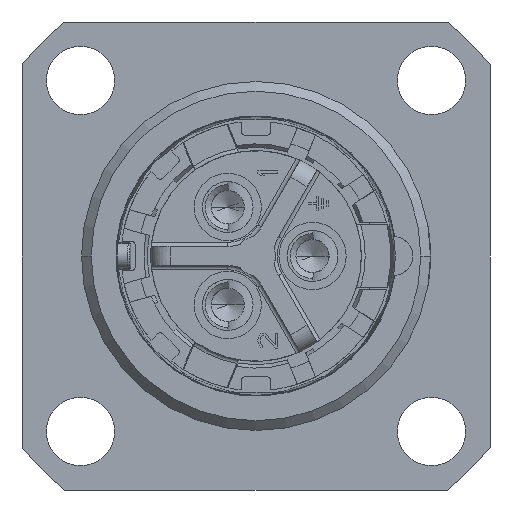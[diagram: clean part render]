
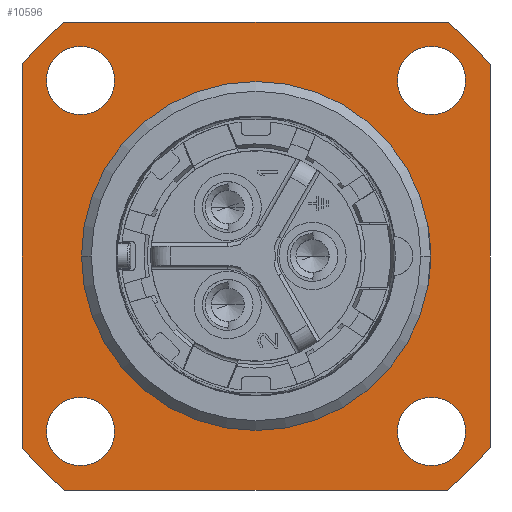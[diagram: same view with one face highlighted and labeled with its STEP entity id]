
A CAD part, left-side view. The second image highlights one B-rep face of the part: STEP entity #10596.
In plain terms, the highlighted planar face has unit normal (-1, 0, 0).
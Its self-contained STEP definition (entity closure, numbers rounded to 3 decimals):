
#787=CARTESIAN_POINT('',(5.5,12.,-12.));
#788=DIRECTION('',(-1.,0.,0.));
#789=DIRECTION('',(0.,-1.,0.));
#790=AXIS2_PLACEMENT_3D('',#787,#788,#789);
#816=CARTESIAN_POINT('',(5.5,12.,-12.));
#817=DIRECTION('',(-1.,0.,0.));
#818=DIRECTION('',(0.,1.,0.));
#819=AXIS2_PLACEMENT_3D('',#816,#817,#818);
#845=DIRECTION('',(0.,0.,1.));
#846=VECTOR('',#845,19.621);
#847=CARTESIAN_POINT('',(5.5,0.,-21.811));
#848=LINE('1022',#847,#846);
#849=CARTESIAN_POINT('',(5.5,12.,-12.));
#850=DIRECTION('',(-1.,0.,0.));
#851=DIRECTION('',(0.,-0.633,-0.774));
#852=AXIS2_PLACEMENT_3D('',#849,#850,#851);
#854=DIRECTION('',(0.,-1.,0.));
#855=VECTOR('',#854,19.621);
#856=CARTESIAN_POINT('',(5.5,21.811,-24.));
#857=LINE('1024',#856,#855);
#858=CARTESIAN_POINT('',(5.5,12.,-12.));
#859=DIRECTION('',(-1.,0.,0.));
#860=DIRECTION('',(0.,0.774,-0.633));
#861=AXIS2_PLACEMENT_3D('',#858,#859,#860);
#863=DIRECTION('',(0.,0.,-1.));
#864=VECTOR('',#863,19.621);
#865=CARTESIAN_POINT('',(5.5,24.,-2.189));
#866=LINE('1026',#865,#864);
#867=CARTESIAN_POINT('',(5.5,12.,-12.));
#868=DIRECTION('',(-1.,0.,0.));
#869=DIRECTION('',(0.,0.633,0.774));
#870=AXIS2_PLACEMENT_3D('',#867,#868,#869);
#872=DIRECTION('',(0.,1.,0.));
#873=VECTOR('',#872,19.621);
#874=CARTESIAN_POINT('',(5.5,2.189,0.));
#875=LINE('1028',#874,#873);
#876=CARTESIAN_POINT('',(5.5,12.,-12.));
#877=DIRECTION('',(-1.,0.,0.));
#878=DIRECTION('',(0.,-0.774,0.633));
#879=AXIS2_PLACEMENT_3D('',#876,#877,#878);
#881=CARTESIAN_POINT('',(5.5,21.,-3.));
#882=DIRECTION('',(-1.,0.,0.));
#883=DIRECTION('',(0.,0.,-1.));
#884=AXIS2_PLACEMENT_3D('',#881,#882,#883);
#886=CARTESIAN_POINT('',(5.5,21.,-3.));
#887=DIRECTION('',(-1.,0.,0.));
#888=DIRECTION('',(0.,0.,1.));
#889=AXIS2_PLACEMENT_3D('',#886,#887,#888);
#891=CARTESIAN_POINT('',(5.5,21.,-21.));
#892=DIRECTION('',(-1.,0.,0.));
#893=DIRECTION('',(0.,0.,-1.));
#894=AXIS2_PLACEMENT_3D('',#891,#892,#893);
#896=CARTESIAN_POINT('',(5.5,21.,-21.));
#897=DIRECTION('',(-1.,0.,0.));
#898=DIRECTION('',(0.,0.,1.));
#899=AXIS2_PLACEMENT_3D('',#896,#897,#898);
#901=CARTESIAN_POINT('',(5.5,3.,-21.));
#902=DIRECTION('',(-1.,0.,0.));
#903=DIRECTION('',(0.,0.,-1.));
#904=AXIS2_PLACEMENT_3D('',#901,#902,#903);
#906=CARTESIAN_POINT('',(5.5,3.,-21.));
#907=DIRECTION('',(-1.,0.,0.));
#908=DIRECTION('',(0.,0.,1.));
#909=AXIS2_PLACEMENT_3D('',#906,#907,#908);
#911=CARTESIAN_POINT('',(5.5,3.,-3.));
#912=DIRECTION('',(-1.,0.,0.));
#913=DIRECTION('',(0.,0.,-1.));
#914=AXIS2_PLACEMENT_3D('',#911,#912,#913);
#916=CARTESIAN_POINT('',(5.5,3.,-3.));
#917=DIRECTION('',(-1.,0.,0.));
#918=DIRECTION('',(0.,0.,1.));
#919=AXIS2_PLACEMENT_3D('',#916,#917,#918);
#7414=CARTESIAN_POINT('',(5.5,0.,-21.811));
#7415=CARTESIAN_POINT('',(5.5,0.,-2.189));
#7416=VERTEX_POINT('',#7414);
#7417=VERTEX_POINT('',#7415);
#7418=CARTESIAN_POINT('',(5.5,2.189,-24.));
#7419=VERTEX_POINT('',#7418);
#7420=CARTESIAN_POINT('',(5.5,21.811,-24.));
#7421=VERTEX_POINT('',#7420);
#7422=CARTESIAN_POINT('',(5.5,24.,-21.811));
#7423=VERTEX_POINT('',#7422);
#7424=CARTESIAN_POINT('',(5.5,24.,-2.189));
#7425=VERTEX_POINT('',#7424);
#7426=CARTESIAN_POINT('',(5.5,21.811,0.));
#7427=VERTEX_POINT('',#7426);
#7428=CARTESIAN_POINT('',(5.5,2.189,0.));
#7429=VERTEX_POINT('',#7428);
#7434=CARTESIAN_POINT('',(5.5,3.05,-12.));
#7435=CARTESIAN_POINT('',(5.5,20.95,-12.));
#7436=VERTEX_POINT('',#7434);
#7437=VERTEX_POINT('',#7435);
#7470=CARTESIAN_POINT('',(5.5,21.,-4.75));
#7471=CARTESIAN_POINT('',(5.5,21.,-1.25));
#7472=VERTEX_POINT('',#7470);
#7473=VERTEX_POINT('',#7471);
#7474=CARTESIAN_POINT('',(5.5,21.,-22.75));
#7475=CARTESIAN_POINT('',(5.5,21.,-19.25));
#7476=VERTEX_POINT('',#7474);
#7477=VERTEX_POINT('',#7475);
#7478=CARTESIAN_POINT('',(5.5,3.,-22.75));
#7479=CARTESIAN_POINT('',(5.5,3.,-19.25));
#7480=VERTEX_POINT('',#7478);
#7481=VERTEX_POINT('',#7479);
#7482=CARTESIAN_POINT('',(5.5,3.,-4.75));
#7483=CARTESIAN_POINT('',(5.5,3.,-1.25));
#7484=VERTEX_POINT('',#7482);
#7485=VERTEX_POINT('',#7483);
#10545=CARTESIAN_POINT('',(5.5,12.,-12.));
#10546=DIRECTION('',(1.,0.,0.));
#10547=DIRECTION('',(0.,0.,-1.));
#10548=AXIS2_PLACEMENT_3D('',#10545,#10546,#10547);
#10549=PLANE('267',#10548);
#10551=ORIENTED_EDGE('1022',*,*,#10550,.F.);
#10553=ORIENTED_EDGE('1023',*,*,#10552,.F.);
#10555=ORIENTED_EDGE('1024',*,*,#10554,.F.);
#10557=ORIENTED_EDGE('1025',*,*,#10556,.F.);
#10559=ORIENTED_EDGE('1026',*,*,#10558,.F.);
#10561=ORIENTED_EDGE('1027',*,*,#10560,.F.);
#10563=ORIENTED_EDGE('1028',*,*,#10562,.F.);
#10565=ORIENTED_EDGE('1029',*,*,#10564,.F.);
#10566=EDGE_LOOP('267',(#10551,#10553,#10555,#10557,#10559,#10561,#10563,
#10565));
#10567=FACE_OUTER_BOUND('267',#10566,.F.);
#10569=ORIENTED_EDGE('1069',*,*,#10568,.T.);
#10571=ORIENTED_EDGE('1070',*,*,#10570,.T.);
#10572=EDGE_LOOP('267',(#10569,#10571));
#10573=FACE_BOUND('267',#10572,.F.);
#10575=ORIENTED_EDGE('1071',*,*,#10574,.T.);
#10577=ORIENTED_EDGE('1072',*,*,#10576,.T.);
#10578=EDGE_LOOP('267',(#10575,#10577));
#10579=FACE_BOUND('267',#10578,.F.);
#10581=ORIENTED_EDGE('1073',*,*,#10580,.T.);
#10583=ORIENTED_EDGE('1074',*,*,#10582,.T.);
#10584=EDGE_LOOP('267',(#10581,#10583));
#10585=FACE_BOUND('267',#10584,.F.);
#10587=ORIENTED_EDGE('1075',*,*,#10586,.T.);
#10589=ORIENTED_EDGE('1076',*,*,#10588,.T.);
#10590=EDGE_LOOP('267',(#10587,#10589));
#10591=FACE_BOUND('267',#10590,.F.);
#10592=ORIENTED_EDGE('1039',*,*,#10483,.T.);
#10593=ORIENTED_EDGE('1041',*,*,#10528,.T.);
#10594=EDGE_LOOP('267',(#10592,#10593));
#10595=FACE_BOUND('267',#10594,.F.);
#791=CIRCLE('1039',#790,8.95);
#820=CIRCLE('1041',#819,8.95);
#853=CIRCLE('1023',#852,15.5);
#862=CIRCLE('1025',#861,15.5);
#871=CIRCLE('1027',#870,15.5);
#880=CIRCLE('1029',#879,15.5);
#885=CIRCLE('1069',#884,1.75);
#890=CIRCLE('1070',#889,1.75);
#895=CIRCLE('1071',#894,1.75);
#900=CIRCLE('1072',#899,1.75);
#905=CIRCLE('1073',#904,1.75);
#910=CIRCLE('1074',#909,1.75);
#915=CIRCLE('1075',#914,1.75);
#920=CIRCLE('1076',#919,1.75);
#10483=EDGE_CURVE('1039',#7436,#7437,#791,.T.);
#10528=EDGE_CURVE('1041',#7437,#7436,#820,.T.);
#10550=EDGE_CURVE('1022',#7416,#7417,#848,.T.);
#10552=EDGE_CURVE('1023',#7419,#7416,#853,.T.);
#10554=EDGE_CURVE('1024',#7421,#7419,#857,.T.);
#10556=EDGE_CURVE('1025',#7423,#7421,#862,.T.);
#10558=EDGE_CURVE('1026',#7425,#7423,#866,.T.);
#10560=EDGE_CURVE('1027',#7427,#7425,#871,.T.);
#10562=EDGE_CURVE('1028',#7429,#7427,#875,.T.);
#10564=EDGE_CURVE('1029',#7417,#7429,#880,.T.);
#10568=EDGE_CURVE('1069',#7472,#7473,#885,.T.);
#10570=EDGE_CURVE('1070',#7473,#7472,#890,.T.);
#10574=EDGE_CURVE('1071',#7476,#7477,#895,.T.);
#10576=EDGE_CURVE('1072',#7477,#7476,#900,.T.);
#10580=EDGE_CURVE('1073',#7480,#7481,#905,.T.);
#10582=EDGE_CURVE('1074',#7481,#7480,#910,.T.);
#10586=EDGE_CURVE('1075',#7484,#7485,#915,.T.);
#10588=EDGE_CURVE('1076',#7485,#7484,#920,.T.);
#10596=ADVANCED_FACE('267',(#10567,#10573,#10579,#10585,#10591,#10595),#10549,
.F.);
